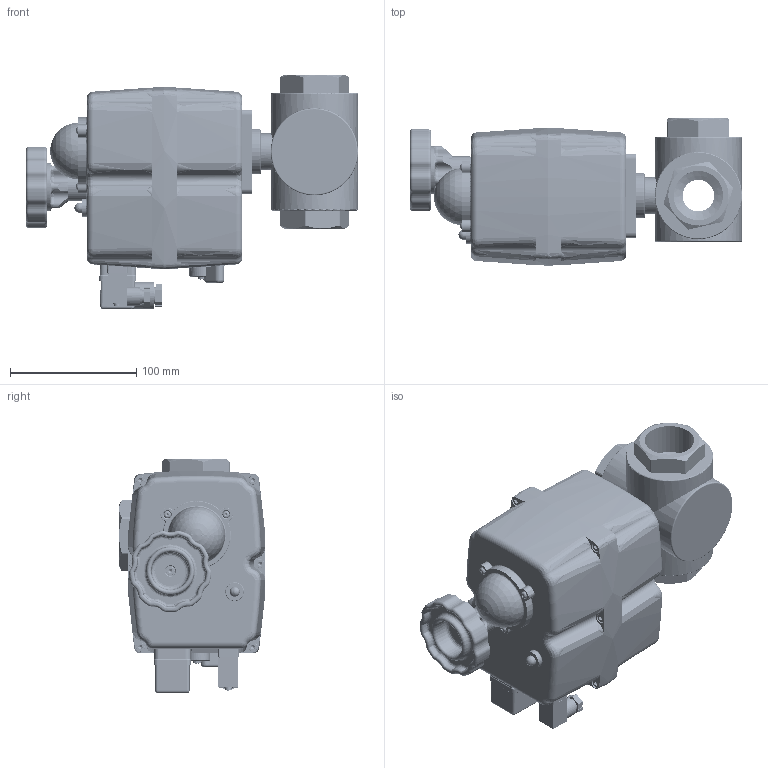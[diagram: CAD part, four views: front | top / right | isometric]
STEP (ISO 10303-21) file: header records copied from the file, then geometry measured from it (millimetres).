
FILE_DESCRIPTION (( 'STEP AP214' ), '1' );
FILE_NAME ('KL103-KT103-3-Wege-Kugelhahn-¹ ¹/4-Zoll-PN63-S35-Elektrischer-Schwenkantrieb-24V-240V-Fergo.STEP', '2023-05-02T06:31:21', ( '' ), ( '' ), 'SwSTEP 2.0', 'SolidWorks 2022', '' );
FILE_SCHEMA (( 'AUTOMOTIVE_DESIGN' ));
Length unit declared in the file: millimetre
Products named in the file (3): KL103-KT103-3-Wege-Kugelhahn-¹ ¹⁄₄-Zoll-PN63-S35-Elektrischer-Schwenkantrieb-24V-240V-Fergo; KL103-KT103-Wege-Kugelhahn-¹ ¹⁄₄-Zoll-PN63-FW_Standard; J&J S-20+35
Assembly tree (2 placements, depth 2):
  KL103-KT103-3-Wege-Kugelhahn-¹ ¹⁄₄-Zoll-PN63-S35-Elektrischer-Schwenkantrieb-24V-240V-Fergo
    KL103-KT103-Wege-Kugelhahn-¹ ¹⁄₄-Zoll-PN63-FW_Standard
    J&J S-20+35
Bounding box: 262.5 x 116.19 x 185.71 mm (x, y, z)
Volume: 504921.2 mm3; surface area: 373083.5 mm2
Topology: 56 solids, 57 shells, 5166 faces, 12853 edges, 7895 vertices
Faces by surface type: cylinder 1696, plane 1265, cone 1138, torus 616, bspline 321, sphere 130
Entity records: 194529 total; most frequent: CARTESIAN_POINT 70491, DIRECTION 27154, ORIENTED_EDGE 25436, EDGE_CURVE 12719, AXIS2_PLACEMENT_3D 10975, VERTEX_POINT 7889, CIRCLE 6124, EDGE_LOOP 5561
